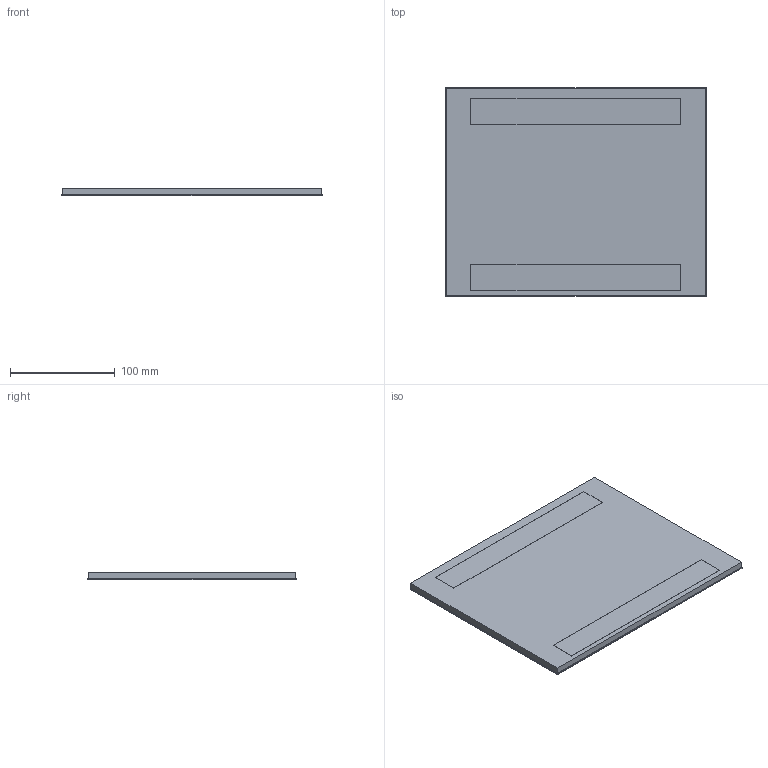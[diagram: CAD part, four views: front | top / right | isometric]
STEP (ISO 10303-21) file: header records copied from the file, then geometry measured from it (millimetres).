
FILE_DESCRIPTION(('CATIA V5 STEP Exchange','CAx-IF Rec.Pracs.--- Model Styling and Organization---1.4--- 2014-01-23'),'2;1');
FILE_NAME('088046.stp','2019-02-26T07:43:11+00:00',('none'),('none'),'CATIA Version 5-6 Release 2017 SP3','CATIA V5 STEP AP214','none');
FILE_SCHEMA(('AUTOMOTIVE_DESIGN { 1 0 10303 214 1 1 1 1 }'));
Length unit declared in the file: millimetre
Products named in the file (4): A009024; D006095; D006098; D000054_A
Assembly tree (6 placements, depth 2):
  A009024
    D006095
    D006098
    D000054_A  x4
Bounding box: 248.4 x 199.1 x 7.36 mm (x, y, z)
Volume: 346516.1 mm3; surface area: 243443.8 mm2
Topology: 6 solids, 6 shells, 36 faces, 72 edges, 48 vertices
Faces by surface type: plane 36
Entity records: 591 total; most frequent: DIRECTION 96, CARTESIAN_POINT 90, ORIENTED_EDGE 72, VECTOR 36, EDGE_CURVE 36, LINE 36, AXIS2_PLACEMENT_3D 30, VERTEX_POINT 24
